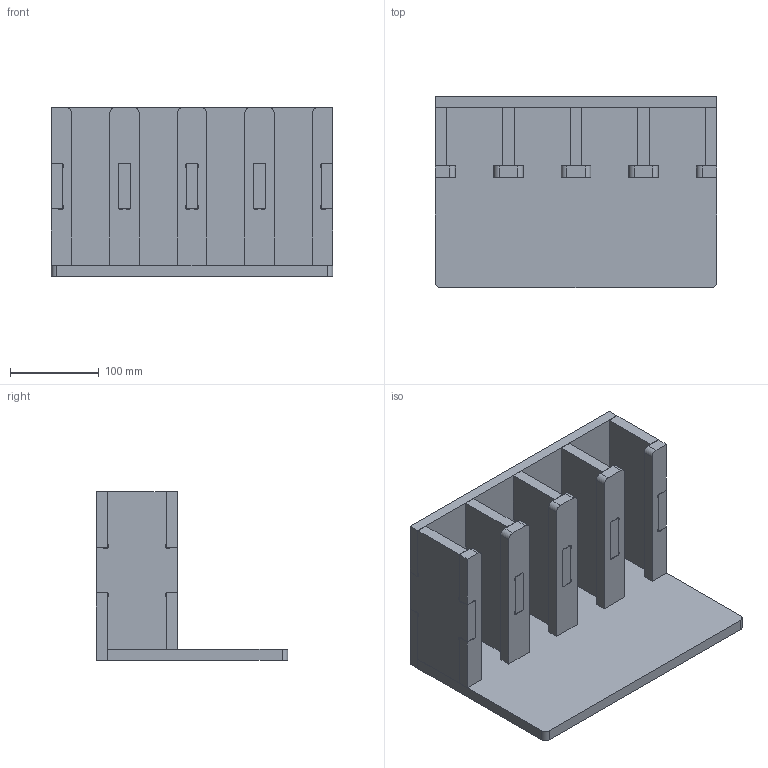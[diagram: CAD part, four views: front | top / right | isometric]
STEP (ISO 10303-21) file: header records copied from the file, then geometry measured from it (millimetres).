
FILE_DESCRIPTION(/* description */ (''),/* implementation_level */ '2;1');
FILE_NAME(/* name */ 'drillDriverHolder v1.step',/* time_stamp */ '2020-07-24T14:08:51-04:00',/* author */ (''),/* organization */ (''),/* preprocessor_version */ 'ST-DEVELOPER v18.1',/* originating_system */ 'Autodesk Translation Framework v9.3.0.1241',/* authorisation */ '');
FILE_SCHEMA (('AUTOMOTIVE_DESIGN { 1 0 10303 214 3 1 1 }'));
Length unit declared in the file: inch
Products named in the file (7): drillDriverHolder; Component1; Component3; Component2; Component5; Component6; Component3(Mirror) (1)
Assembly tree (12 placements, depth 2):
  drillDriverHolder
    Component1
    Component2  x5
    Component3
    Component5  x3
    Component6
    Component3(Mirror) (1)
Bounding box: 317.5 x 215.9 x 190.5 mm (x, y, z)
Volume: 2654839 mm3; surface area: 516639.2 mm2
Topology: 12 solids, 12 shells, 226 faces, 606 edges, 404 vertices
Faces by surface type: plane 160, cylinder 66
Entity records: 4109 total; most frequent: CARTESIAN_POINT 691, DIRECTION 688, ORIENTED_EDGE 660, EDGE_CURVE 330, LINE 254, VECTOR 254, VERTEX_POINT 220, AXIS2_PLACEMENT_3D 217
